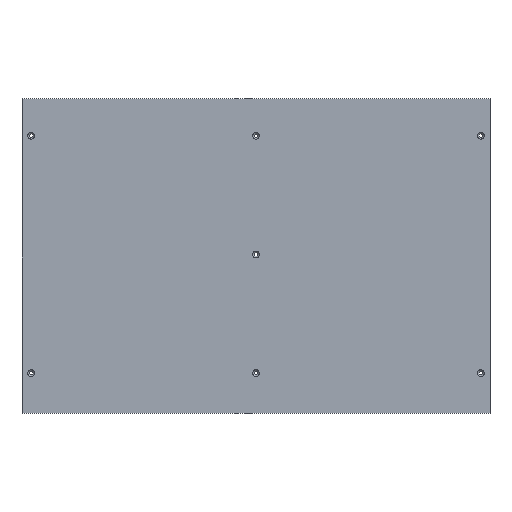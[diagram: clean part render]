
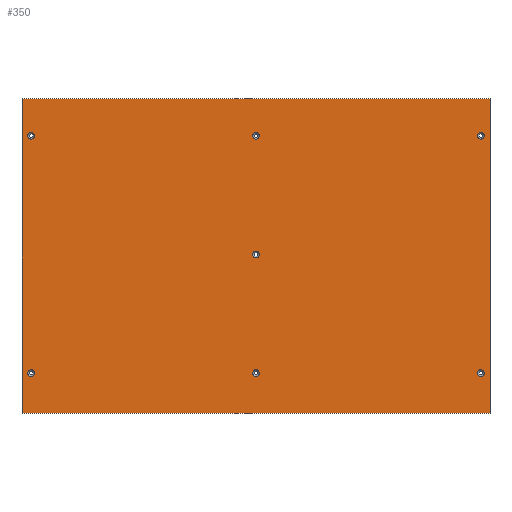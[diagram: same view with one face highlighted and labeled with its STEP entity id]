
A CAD part, top view. The second image highlights one B-rep face of the part: STEP entity #350.
In plain terms, the highlighted planar face has unit normal (0, 0, 1).
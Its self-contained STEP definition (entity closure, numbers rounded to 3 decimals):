
#36=FACE_BOUND('',#96,.T.);
#37=FACE_BOUND('',#97,.T.);
#38=FACE_BOUND('',#98,.T.);
#39=FACE_BOUND('',#99,.T.);
#40=FACE_BOUND('',#100,.T.);
#41=FACE_BOUND('',#101,.T.);
#42=FACE_BOUND('',#102,.T.);
#50=CIRCLE('',#392,4.5);
#51=CIRCLE('',#393,4.5);
#52=CIRCLE('',#394,4.5);
#53=CIRCLE('',#395,4.5);
#54=CIRCLE('',#396,4.5);
#55=CIRCLE('',#397,4.5);
#56=CIRCLE('',#398,4.5);
#68=FACE_OUTER_BOUND('',#95,.T.);
#95=EDGE_LOOP('',(#269,#270,#271,#272));
#96=EDGE_LOOP('',(#273));
#97=EDGE_LOOP('',(#274));
#98=EDGE_LOOP('',(#275));
#99=EDGE_LOOP('',(#276));
#100=EDGE_LOOP('',(#277));
#101=EDGE_LOOP('',(#278));
#102=EDGE_LOOP('',(#279));
#121=LINE('',#540,#147);
#125=LINE('',#563,#151);
#127=LINE('',#567,#153);
#129=LINE('',#570,#155);
#147=VECTOR('',#428,10.);
#151=VECTOR('',#450,10.);
#153=VECTOR('',#454,10.);
#155=VECTOR('',#458,10.);
#171=VERTEX_POINT('',#534);
#173=VERTEX_POINT('',#538);
#183=VERTEX_POINT('',#562);
#184=VERTEX_POINT('',#566);
#185=VERTEX_POINT('',#571);
#186=VERTEX_POINT('',#573);
#187=VERTEX_POINT('',#575);
#188=VERTEX_POINT('',#577);
#189=VERTEX_POINT('',#579);
#190=VERTEX_POINT('',#581);
#191=VERTEX_POINT('',#583);
#202=EDGE_CURVE('',#171,#173,#121,.T.);
#213=EDGE_CURVE('',#183,#171,#125,.T.);
#215=EDGE_CURVE('',#184,#183,#127,.T.);
#217=EDGE_CURVE('',#173,#184,#129,.T.);
#218=EDGE_CURVE('',#185,#185,#50,.T.);
#219=EDGE_CURVE('',#186,#186,#51,.T.);
#220=EDGE_CURVE('',#187,#187,#52,.T.);
#221=EDGE_CURVE('',#188,#188,#53,.T.);
#222=EDGE_CURVE('',#189,#189,#54,.T.);
#223=EDGE_CURVE('',#190,#190,#55,.T.);
#224=EDGE_CURVE('',#191,#191,#56,.T.);
#269=ORIENTED_EDGE('',*,*,#202,.T.);
#270=ORIENTED_EDGE('',*,*,#217,.T.);
#271=ORIENTED_EDGE('',*,*,#215,.T.);
#272=ORIENTED_EDGE('',*,*,#213,.T.);
#273=ORIENTED_EDGE('',*,*,#218,.T.);
#274=ORIENTED_EDGE('',*,*,#219,.T.);
#275=ORIENTED_EDGE('',*,*,#220,.T.);
#276=ORIENTED_EDGE('',*,*,#221,.T.);
#277=ORIENTED_EDGE('',*,*,#222,.T.);
#278=ORIENTED_EDGE('',*,*,#223,.T.);
#279=ORIENTED_EDGE('',*,*,#224,.T.);
#344=PLANE('',#391);
#350=ADVANCED_FACE('',(#68,#36,#37,#38,#39,#40,#41,#42),#344,.T.);
#391=AXIS2_PLACEMENT_3D('',#569,#456,#457);
#392=AXIS2_PLACEMENT_3D('',#572,#459,#460);
#393=AXIS2_PLACEMENT_3D('',#574,#461,#462);
#394=AXIS2_PLACEMENT_3D('',#576,#463,#464);
#395=AXIS2_PLACEMENT_3D('',#578,#465,#466);
#396=AXIS2_PLACEMENT_3D('',#580,#467,#468);
#397=AXIS2_PLACEMENT_3D('',#582,#469,#470);
#398=AXIS2_PLACEMENT_3D('',#584,#471,#472);
#428=DIRECTION('',(1.,0.,0.));
#450=DIRECTION('',(0.,-1.,0.));
#454=DIRECTION('',(-1.,0.,0.));
#456=DIRECTION('center_axis',(0.,0.,1.));
#457=DIRECTION('ref_axis',(1.,0.,0.));
#458=DIRECTION('',(0.,1.,0.));
#459=DIRECTION('center_axis',(0.,0.,-1.));
#460=DIRECTION('ref_axis',(1.,0.,0.));
#461=DIRECTION('center_axis',(0.,0.,-1.));
#462=DIRECTION('ref_axis',(1.,0.,0.));
#463=DIRECTION('center_axis',(0.,0.,-1.));
#464=DIRECTION('ref_axis',(1.,0.,0.));
#465=DIRECTION('center_axis',(0.,0.,-1.));
#466=DIRECTION('ref_axis',(1.,0.,0.));
#467=DIRECTION('center_axis',(0.,0.,-1.));
#468=DIRECTION('ref_axis',(1.,0.,0.));
#469=DIRECTION('center_axis',(0.,0.,-1.));
#470=DIRECTION('ref_axis',(1.,0.,0.));
#471=DIRECTION('center_axis',(0.,0.,-1.));
#472=DIRECTION('ref_axis',(1.,0.,0.));
#534=CARTESIAN_POINT('',(-305.,-207.,3.));
#538=CARTESIAN_POINT('',(305.,-207.,3.));
#540=CARTESIAN_POINT('',(-155.,-207.,3.));
#562=CARTESIAN_POINT('',(-305.,203.,3.));
#563=CARTESIAN_POINT('',(-305.,103.75,3.));
#566=CARTESIAN_POINT('',(305.,203.,3.));
#567=CARTESIAN_POINT('',(155.,203.,3.));
#569=CARTESIAN_POINT('Origin',(0.,0.,3.));
#570=CARTESIAN_POINT('',(305.,-103.75,3.));
#571=CARTESIAN_POINT('',(-4.5,-154.75,3.));
#572=CARTESIAN_POINT('Origin',(0.,-154.75,3.));
#573=CARTESIAN_POINT('',(-297.5,-154.75,3.));
#574=CARTESIAN_POINT('Origin',(-293.,-154.75,3.));
#575=CARTESIAN_POINT('',(288.5,-154.75,3.));
#576=CARTESIAN_POINT('Origin',(293.,-154.75,3.));
#577=CARTESIAN_POINT('',(-297.5,154.75,3.));
#578=CARTESIAN_POINT('Origin',(-293.,154.75,3.));
#579=CARTESIAN_POINT('',(-4.5,154.75,3.));
#580=CARTESIAN_POINT('Origin',(0.,154.75,3.));
#581=CARTESIAN_POINT('',(288.5,154.75,3.));
#582=CARTESIAN_POINT('Origin',(293.,154.75,3.));
#583=CARTESIAN_POINT('',(-4.5,0.,3.));
#584=CARTESIAN_POINT('Origin',(0.,0.,
3.));
